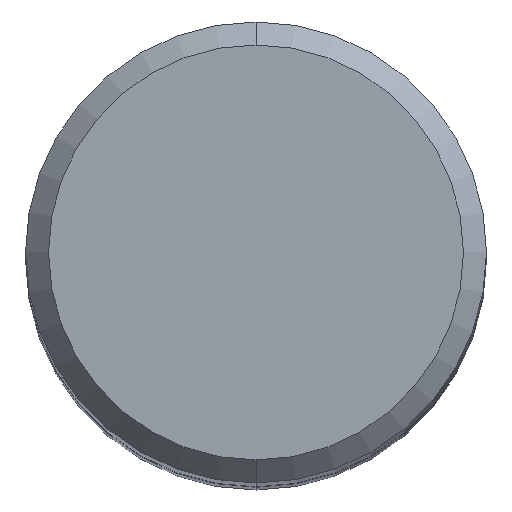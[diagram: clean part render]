
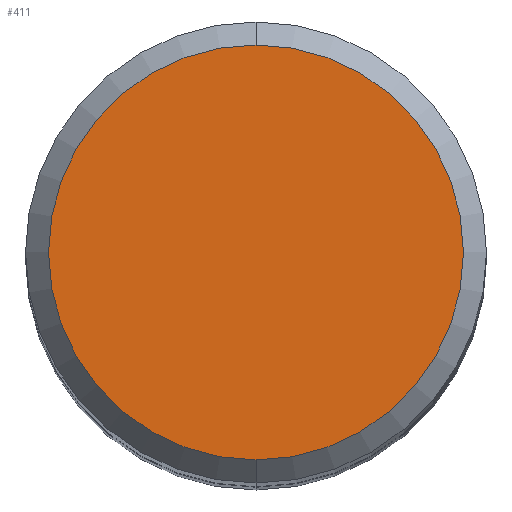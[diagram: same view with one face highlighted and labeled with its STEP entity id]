
A CAD part, top view. The second image highlights one B-rep face of the part: STEP entity #411.
In plain terms, the highlighted planar face has unit normal (0, 0, 1).
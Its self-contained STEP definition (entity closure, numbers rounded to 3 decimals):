
#379=VERTEX_POINT('',#698);
#409=VERTEX_POINT('',#734);
#411=ADVANCED_FACE('',(#736),#737,.T.);
#419=EDGE_CURVE('',#409,#379,#745,.T.);
#449=EDGE_CURVE('',#379,#409,#779,.T.);
#698=CARTESIAN_POINT('',(0.,-3.6,0.0));
#734=CARTESIAN_POINT('',(0.0,3.6,0.0));
#736=FACE_OUTER_BOUND('',#1326,.T.);
#737=PLANE('',#1327);
#745=CIRCLE('',#1337,3.6);
#779=CIRCLE('',#1423,3.6);
#1326=EDGE_LOOP('',(#1726,#1727));
#1327=AXIS2_PLACEMENT_3D('',#1728,#1729,#1730);
#1337=AXIS2_PLACEMENT_3D('',#1734,#1735,#1736);
#1423=AXIS2_PLACEMENT_3D('',#1766,#1767,#1768);
#1726=ORIENTED_EDGE('',*,*,#419,.F.);
#1727=ORIENTED_EDGE('',*,*,#449,.F.);
#1728=CARTESIAN_POINT('',(0.0,1.8,0.0));
#1729=DIRECTION('',(-0.0,0.0,1.0));
#1730=DIRECTION('',(0.0,-1.0,0.0));
#1734=CARTESIAN_POINT('',(0.0,0.0,0.0));
#1735=DIRECTION('',(0.0,0.0,-1.0));
#1736=DIRECTION('',(0.0,1.0,0.0));
#1766=CARTESIAN_POINT('',(0.0,0.0,0.0));
#1767=DIRECTION('',(0.0,0.0,-1.0));
#1768=DIRECTION('',(0.0,1.0,0.0));
